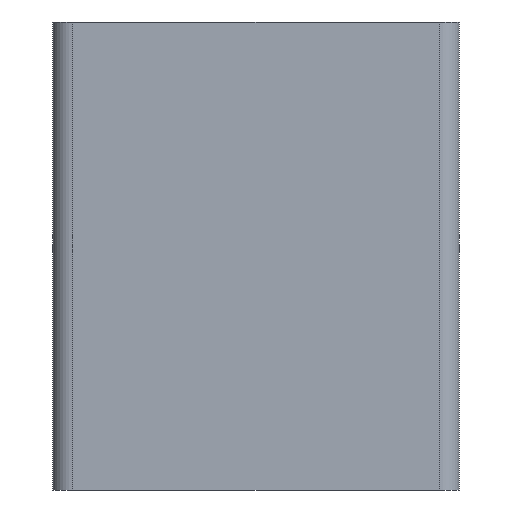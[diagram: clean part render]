
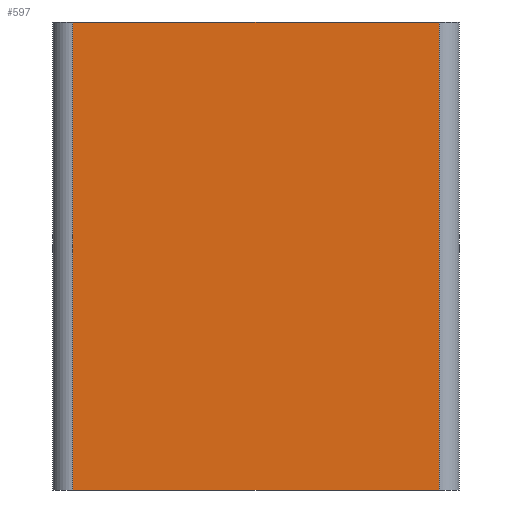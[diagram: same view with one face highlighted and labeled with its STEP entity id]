
A CAD part, left-side view. The second image highlights one B-rep face of the part: STEP entity #597.
In plain terms, the highlighted planar face has unit normal (-1, 0, 0).
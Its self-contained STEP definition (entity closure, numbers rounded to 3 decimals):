
#38 = ORIENTED_EDGE ( 'NONE', *, *, #725, .F. ) ;
#45 = EDGE_CURVE ( 'NONE', #580, #814, #288, .T. ) ;
#53 = VECTOR ( 'NONE', #95, 1000. ) ;
#75 = CARTESIAN_POINT ( 'NONE',  ( -3., 9., 20. ) ) ;
#87 = DIRECTION ( 'NONE',  ( 0., 0., -1. ) ) ;
#95 = DIRECTION ( 'NONE',  ( 0., -1., 0. ) ) ;
#126 = AXIS2_PLACEMENT_3D ( 'NONE', #129, #652, #522 ) ;
#128 = EDGE_LOOP ( 'NONE', ( #143, #38, #236, #399 ) ) ;
#129 = CARTESIAN_POINT ( 'NONE',  ( -3., 0., 20. ) ) ;
#132 = CARTESIAN_POINT ( 'NONE',  ( -3., 9., 0. ) ) ;
#143 = ORIENTED_EDGE ( 'NONE', *, *, #579, .T. ) ;
#236 = ORIENTED_EDGE ( 'NONE', *, *, #839, .F. ) ;
#264 = FACE_OUTER_BOUND ( 'NONE', #128, .T. ) ;
#288 = LINE ( 'NONE', #75, #556 ) ;
#296 = VECTOR ( 'NONE', #87, 1000. ) ;
#300 = LINE ( 'NONE', #354, #53 ) ;
#339 = VERTEX_POINT ( 'NONE', #805 ) ;
#343 = DIRECTION ( 'NONE',  ( 0., 0., -1. ) ) ;
#354 = CARTESIAN_POINT ( 'NONE',  ( -3., 0., 0. ) ) ;
#386 = LINE ( 'NONE', #645, #469 ) ;
#397 = DIRECTION ( 'NONE',  ( 0., -1., 0. ) ) ;
#399 = ORIENTED_EDGE ( 'NONE', *, *, #45, .T. ) ;
#404 = LINE ( 'NONE', #811, #296 ) ;
#449 = VERTEX_POINT ( 'NONE', #585 ) ;
#469 = VECTOR ( 'NONE', #397, 1000. ) ;
#522 = DIRECTION ( 'NONE',  ( 0., 0., -1. ) ) ;
#556 = VECTOR ( 'NONE', #343, 1000. ) ;
#579 = EDGE_CURVE ( 'NONE', #814, #339, #300, .T. ) ;
#580 = VERTEX_POINT ( 'NONE', #612 ) ;
#585 = CARTESIAN_POINT ( 'NONE',  ( -3., -9., 23. ) ) ;
#597 = ADVANCED_FACE ( 'NONE', ( #264 ), #785, .F. ) ;
#612 = CARTESIAN_POINT ( 'NONE',  ( -3., 9., 23. ) ) ;
#645 = CARTESIAN_POINT ( 'NONE',  ( -3., 9., 23. ) ) ;
#652 = DIRECTION ( 'NONE',  ( 1., 0., 0. ) ) ;
#725 = EDGE_CURVE ( 'NONE', #449, #339, #404, .T. ) ;
#785 = PLANE ( 'NONE',  #126 ) ;
#805 = CARTESIAN_POINT ( 'NONE',  ( -3., -9., 0. ) ) ;
#811 = CARTESIAN_POINT ( 'NONE',  ( -3., -9., 20. ) ) ;
#814 = VERTEX_POINT ( 'NONE', #132 ) ;
#839 = EDGE_CURVE ( 'NONE', #580, #449, #386, .T. ) ;
